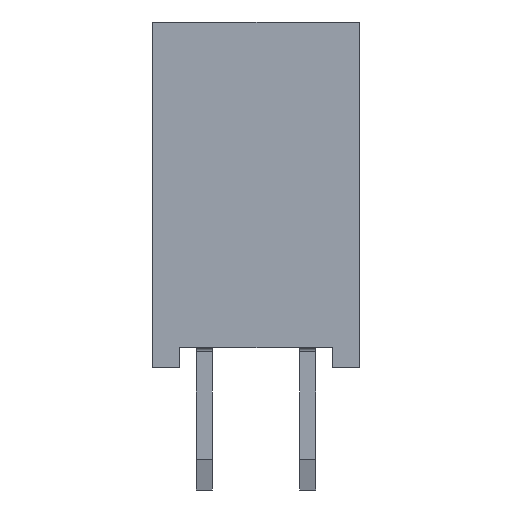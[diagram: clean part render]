
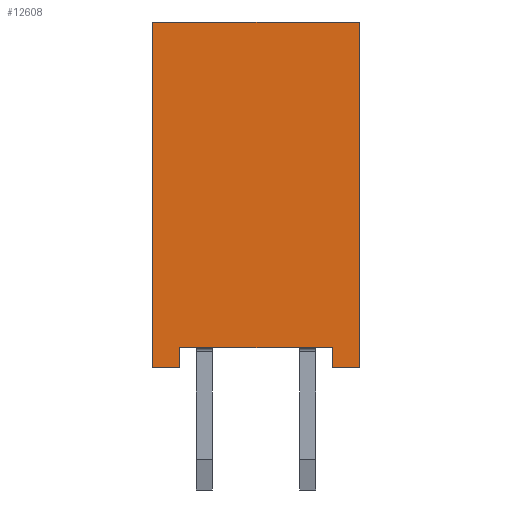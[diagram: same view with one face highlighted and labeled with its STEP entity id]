
A CAD part, left-side view. The second image highlights one B-rep face of the part: STEP entity #12608.
In plain terms, the highlighted planar face has unit normal (-1, 0, 0).
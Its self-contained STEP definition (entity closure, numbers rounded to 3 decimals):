
#12608=ADVANCED_FACE('',(#27476),#27478,.T.);
#27476=FACE_BOUND('',#27477,.T.);
#27477=EDGE_LOOP('',(#39641,#39642,#39643,#39644,#39645,#39646,#39647,#39648));
#27478=PLANE('',#27479);
#27479=AXIS2_PLACEMENT_3D('',#27480,#27481,#27482);
#27480=CARTESIAN_POINT('',(-1.27,3.81,0.));
#27481=DIRECTION('',(-1.,0.,0.));
#27482=DIRECTION('',(0.,-1.,0.));
#39641=ORIENTED_EDGE('',*,*,#46877,.T.);
#39642=ORIENTED_EDGE('',*,*,#46878,.T.);
#39643=ORIENTED_EDGE('',*,*,#46879,.T.);
#39644=ORIENTED_EDGE('',*,*,#46880,.F.);
#39645=ORIENTED_EDGE('',*,*,#46881,.F.);
#39646=ORIENTED_EDGE('',*,*,#46882,.T.);
#39647=ORIENTED_EDGE('',*,*,#46883,.T.);
#39648=ORIENTED_EDGE('',*,*,#44613,.T.);
#44613=EDGE_CURVE('',#52005,#52006,#52007,.T.);
#46877=EDGE_CURVE('',#52006,#55377,#55378,.F.);
#46878=EDGE_CURVE('',#55377,#55379,#55380,.T.);
#46879=EDGE_CURVE('',#55379,#55381,#55382,.T.);
#46880=EDGE_CURVE('',#55383,#55381,#55384,.T.);
#46881=EDGE_CURVE('',#55385,#55383,#55386,.T.);
#46882=EDGE_CURVE('',#55385,#55387,#55388,.T.);
#46883=EDGE_CURVE('',#55387,#52005,#55389,.F.);
#52005=VERTEX_POINT('',#65853);
#52006=VERTEX_POINT('',#65854);
#52007=LINE('',#65855,#65856);
#55377=VERTEX_POINT('',#74093);
#55378=LINE('',#74094,#74095);
#55379=VERTEX_POINT('',#74097);
#55380=LINE('',#74098,#74099);
#55381=VERTEX_POINT('',#74101);
#55382=LINE('',#74102,#74103);
#55383=VERTEX_POINT('',#74105);
#55384=LINE('',#74106,#74107);
#55385=VERTEX_POINT('',#74109);
#55386=LINE('',#74110,#74111);
#55387=VERTEX_POINT('',#74113);
#55388=LINE('',#74114,#74115);
#55389=LINE('',#74117,#74118);
#65853=CARTESIAN_POINT('',(-1.27,3.14,0.5));
#65854=CARTESIAN_POINT('',(-1.27,-0.6,0.5));
#65855=CARTESIAN_POINT('',(-1.27,3.14,0.5));
#65856=VECTOR('',#65857,1.);
#65857=DIRECTION('',(0.,-1.,0.));
#74093=CARTESIAN_POINT('',(-1.27,-0.6,0.));
#74094=CARTESIAN_POINT('',(-1.27,-0.6,0.));
#74095=VECTOR('',#74096,1.);
#74096=DIRECTION('',(0.,0.,1.));
#74097=CARTESIAN_POINT('',(-1.27,-1.27,0.));
#74098=CARTESIAN_POINT('',(-1.27,-0.6,0.));
#74099=VECTOR('',#74100,1.);
#74100=DIRECTION('',(0.,-1.,0.));
#74101=CARTESIAN_POINT('',(-1.27,-1.27,8.5));
#74102=CARTESIAN_POINT('',(-1.27,-1.27,0.));
#74103=VECTOR('',#74104,1.);
#74104=DIRECTION('',(0.,0.,1.));
#74105=CARTESIAN_POINT('',(-1.27,3.81,8.5));
#74106=CARTESIAN_POINT('',(-1.27,3.81,8.5));
#74107=VECTOR('',#74108,1.);
#74108=DIRECTION('',(0.,-1.,0.));
#74109=CARTESIAN_POINT('',(-1.27,3.81,0.));
#74110=CARTESIAN_POINT('',(-1.27,3.81,0.));
#74111=VECTOR('',#74112,1.);
#74112=DIRECTION('',(0.,0.,1.));
#74113=CARTESIAN_POINT('',(-1.27,3.14,0.));
#74114=CARTESIAN_POINT('',(-1.27,3.81,0.));
#74115=VECTOR('',#74116,1.);
#74116=DIRECTION('',(0.,-1.,0.));
#74117=CARTESIAN_POINT('',(-1.27,3.14,0.5));
#74118=VECTOR('',#74119,1.);
#74119=DIRECTION('',(0.,0.,-1.));
